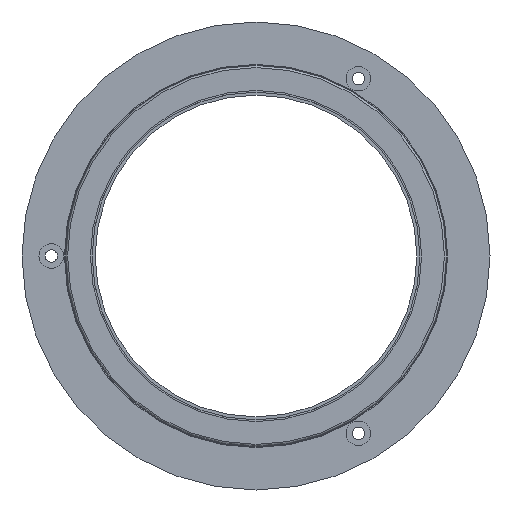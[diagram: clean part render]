
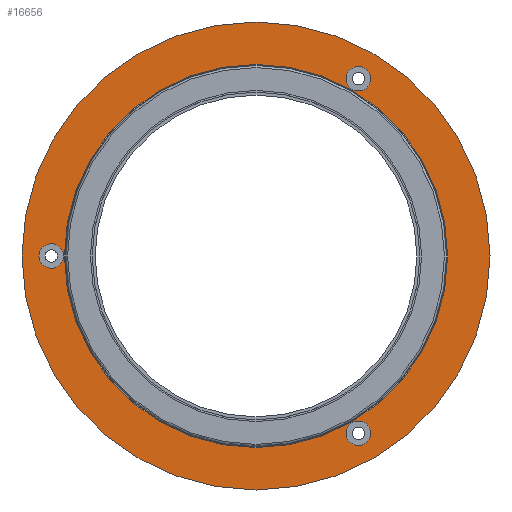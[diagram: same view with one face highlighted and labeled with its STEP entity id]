
A CAD part, left-side view. The second image highlights one B-rep face of the part: STEP entity #16656.
In plain terms, the highlighted planar face has unit normal (-1, 0, 0).
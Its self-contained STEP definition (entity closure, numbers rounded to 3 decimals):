
#2818 = CARTESIAN_POINT ( 'NONE',  ( 2.8, -17.5, -30.311 ) ) ;
#2981 = FACE_BOUND ( 'NONE', #23989, .T. ) ;
#3131 = DIRECTION ( 'NONE',  ( 1., 0., 0. ) ) ;
#3752 = DIRECTION ( 'NONE',  ( 1., 0., 0. ) ) ;
#6735 = CIRCLE ( 'NONE', #60503, 40. ) ;
#13301 = CIRCLE ( 'NONE', #48622, 2.1 ) ;
#13715 = EDGE_LOOP ( 'NONE', ( #73138 ) ) ;
#16237 = DIRECTION ( 'NONE',  ( 0., 1., 0. ) ) ;
#16408 = PLANE ( 'NONE',  #72766 ) ;
#16656 = ADVANCED_FACE ( 'NONE', ( #2981, #39965, #82728, #90402, #16870 ), #16408, .T. ) ;
#16870 = FACE_OUTER_BOUND ( 'NONE', #56154, .T. ) ;
#17987 = DIRECTION ( 'NONE',  ( 0., 1., 0. ) ) ;
#18160 = DIRECTION ( 'NONE',  ( 1., 0., 0. ) ) ;
#18312 = CARTESIAN_POINT ( 'NONE',  ( 2.8, -15.4, -30.311 ) ) ;
#23989 = EDGE_LOOP ( 'NONE', ( #35536 ) ) ;
#24111 = DIRECTION ( 'NONE',  ( -1., 0., 0. ) ) ;
#30084 = DIRECTION ( 'NONE',  ( 0., 1., 0. ) ) ;
#31510 = CARTESIAN_POINT ( 'NONE',  ( 2.8, -17.5, 30.311 ) ) ;
#31798 = EDGE_LOOP ( 'NONE', ( #44206 ) ) ;
#32276 = VERTEX_POINT ( 'NONE', #18312 ) ;
#32703 = ORIENTED_EDGE ( 'NONE', *, *, #60177, .F. ) ;
#32741 = AXIS2_PLACEMENT_3D ( 'NONE', #40783, #18160, #92140 ) ;
#33521 = DIRECTION ( 'NONE',  ( 0., 1., 0. ) ) ;
#35469 = EDGE_LOOP ( 'NONE', ( #37459 ) ) ;
#35536 = ORIENTED_EDGE ( 'NONE', *, *, #79210, .T. ) ;
#35806 = EDGE_CURVE ( 'NONE', #32276, #32276, #88225, .T. ) ;
#36518 = CARTESIAN_POINT ( 'NONE',  ( 2.8, 37.1, 0. ) ) ;
#37291 = DIRECTION ( 'NONE',  ( 1., 0., 0. ) ) ;
#37459 = ORIENTED_EDGE ( 'NONE', *, *, #35806, .T. ) ;
#39965 = FACE_BOUND ( 'NONE', #35469, .T. ) ;
#39968 = EDGE_CURVE ( 'NONE', #84623, #84623, #93017, .T. ) ;
#40783 = CARTESIAN_POINT ( 'NONE',  ( 2.8, 0., 0. ) ) ;
#43317 = CIRCLE ( 'NONE', #32741, 30. ) ;
#44206 = ORIENTED_EDGE ( 'NONE', *, *, #39968, .T. ) ;
#45764 = DIRECTION ( 'NONE',  ( 0., -1., 0. ) ) ;
#48622 = AXIS2_PLACEMENT_3D ( 'NONE', #83990, #3752, #33521 ) ;
#54051 = CARTESIAN_POINT ( 'NONE',  ( 2.8, 0., 0. ) ) ;
#54209 = DIRECTION ( 'NONE',  ( 1., 0., 0. ) ) ;
#54439 = AXIS2_PLACEMENT_3D ( 'NONE', #2818, #54209, #16237 ) ;
#55815 = CARTESIAN_POINT ( 'NONE',  ( 2.8, 40., 0. ) ) ;
#56154 = EDGE_LOOP ( 'NONE', ( #32703 ) ) ;
#60177 = EDGE_CURVE ( 'NONE', #70266, #70266, #6735, .T. ) ;
#60503 = AXIS2_PLACEMENT_3D ( 'NONE', #54051, #3131, #17987 ) ;
#66950 = AXIS2_PLACEMENT_3D ( 'NONE', #31510, #37291, #30084 ) ;
#69300 = CARTESIAN_POINT ( 'NONE',  ( 2.8, 30., 0. ) ) ;
#70266 = VERTEX_POINT ( 'NONE', #55815 ) ;
#70711 = CARTESIAN_POINT ( 'NONE',  ( 2.8, -15.4, 30.311 ) ) ;
#71670 = CARTESIAN_POINT ( 'NONE',  ( 2.8, 30., 0. ) ) ;
#72766 = AXIS2_PLACEMENT_3D ( 'NONE', #69300, #24111, #45764 ) ;
#73138 = ORIENTED_EDGE ( 'NONE', *, *, #73689, .T. ) ;
#73689 = EDGE_CURVE ( 'NONE', #80722, #80722, #43317, .T. ) ;
#79210 = EDGE_CURVE ( 'NONE', #93713, #93713, #13301, .T. ) ;
#80722 = VERTEX_POINT ( 'NONE', #71670 ) ;
#82728 = FACE_BOUND ( 'NONE', #31798, .T. ) ;
#83990 = CARTESIAN_POINT ( 'NONE',  ( 2.8, 35., 0. ) ) ;
#84623 = VERTEX_POINT ( 'NONE', #70711 ) ;
#88225 = CIRCLE ( 'NONE', #54439, 2.1 ) ;
#90402 = FACE_BOUND ( 'NONE', #13715, .T. ) ;
#92140 = DIRECTION ( 'NONE',  ( 0., 1., 0. ) ) ;
#93017 = CIRCLE ( 'NONE', #66950, 2.1 ) ;
#93713 = VERTEX_POINT ( 'NONE', #36518 ) ;
